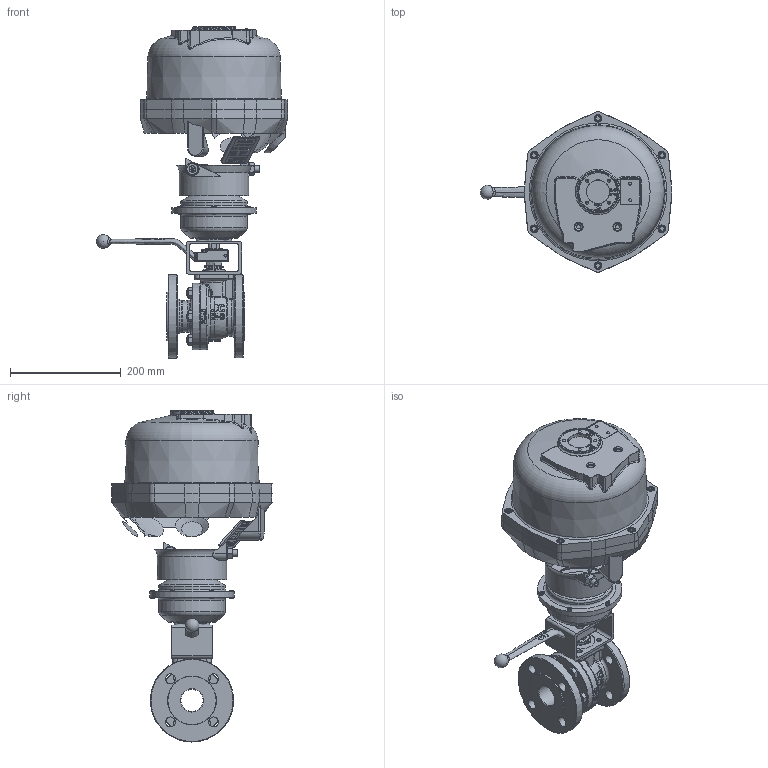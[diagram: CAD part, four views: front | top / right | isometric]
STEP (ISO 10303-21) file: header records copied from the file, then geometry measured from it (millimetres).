
FILE_DESCRIPTION(/* description */ (''),/* implementation_level */ '2;1');
FILE_NAME(/* name */ 'AT3582-040-FQ04.step',/* time_stamp */ '2025-07-28T15:06:14+02:00',/* author */ (''),/* organization */ (''),/* preprocessor_version */ 'ST-DEVELOPER v20.1',/* originating_system */ 'Autodesk Translation Framework v14.10.0.0',/* authorisation */ '');
FILE_SCHEMA (('AUTOMOTIVE_DESIGN { 1 0 10303 214 3 1 1 }'));
Length unit declared in the file: millimetre
Products named in the file (5): AT3582-040-FQ04; Fig.540 DN-040 + WRENCH; CD_05482_FR_EN; z250100; CHAISE F07-F07_REHAUSSE F07-F07
Assembly tree (4 placements, depth 3):
  AT3582-040-FQ04
    Fig.540 DN-040 + WRENCH
    CD_05482_FR_EN
      z250100
      CHAISE F07-F07_REHAUSSE F07-F07
Bounding box: 345.34 x 289.91 x 598.94 mm (x, y, z)
Volume: 13243700 mm3; surface area: 623977.3 mm2
Topology: 33 solids, 37 shells, 2023 faces, 4878 edges, 3062 vertices
Faces by surface type: plane 956, cylinder 337, cone 307, bspline 247, torus 133, sphere 43
Full cylindrical faces by diameter (mm): 3.1 x2, 3.3 x6, 4 x6, 4.5 x6, 5 x6, 6 x6, 6.8 x8, 7 x8, 8.5 x12, 9 x8, 10 x14, 10.1 x12, 11.5 x6, 12 x2, 13 x6, 13.8 x1, 14 x6, 16.5 x1, 17.1 x1, 18 x13, 18.5 x2, 20 x1, 25 x1, 25.7 x1, 26 x2, 26.5 x1, 27 x1, 28 x2, 30 x1, 40 x2
Entity records: 85668 total; most frequent: CARTESIAN_POINT 40066, ORIENTED_EDGE 9666, DIRECTION 8955, EDGE_CURVE 4833, AXIS2_PLACEMENT_3D 3307, VERTEX_POINT 3062, LINE 2341, VECTOR 2341
